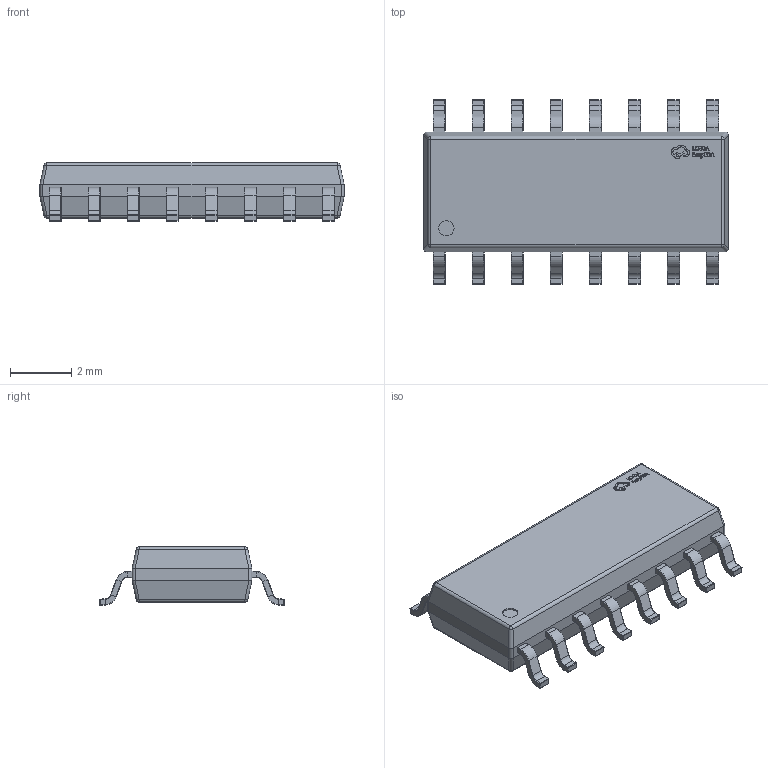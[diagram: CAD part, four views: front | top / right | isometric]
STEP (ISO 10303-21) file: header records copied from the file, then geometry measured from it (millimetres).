
FILE_DESCRIPTION (( 'STEP AP214' ), '1' );
FILE_NAME ('SOIC-16_L9.9-W3.9-H1.8-LS6.0-P1.27.step', '2022-07-26T09:11:03', ( '' ), ( '' ), 'SwSTEP 2.0', 'SolidWorks 2020', '' );
FILE_SCHEMA (( 'AUTOMOTIVE_DESIGN' ));
Length unit declared in the file: millimetre
Products named in the file (1): SOIC-16_L9.9-W3.9-H1.8-LS6.0-P1.27
Bounding box: 9.9 x 6.01 x 1.9 mm (x, y, z)
Volume: 68.6 mm3; surface area: 149.5 mm2
Topology: 30 solids, 30 shells, 1108 faces, 2445 edges, 1366 vertices
Faces by surface type: plane 436, cylinder 358, torus 128, bspline 98, sphere 88
Entity records: 42288 total; most frequent: CARTESIAN_POINT 6202, DIRECTION 5023, ORIENTED_EDGE 4762, EDGE_CURVE 2381, AXIS2_PLACEMENT_3D 1855, VERTEX_POINT 1334, VECTOR 1313, LINE 1313
